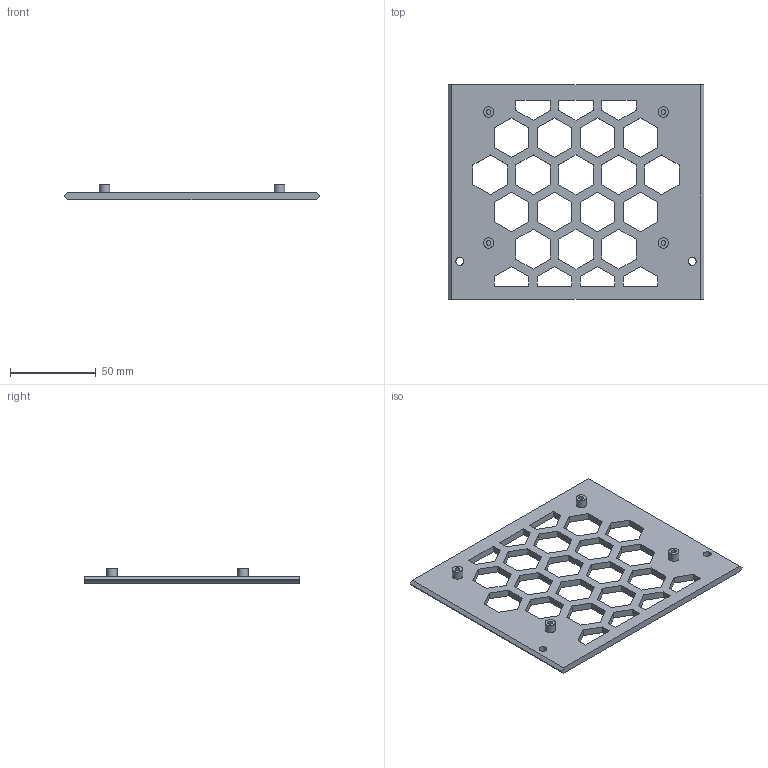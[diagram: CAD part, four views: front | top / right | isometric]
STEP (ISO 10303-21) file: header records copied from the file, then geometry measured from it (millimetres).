
FILE_DESCRIPTION(/* description */ (''),/* implementation_level */ '2;1');
FILE_NAME(/* name */ 'MCU Tray - BTT SKR 2.step',/* time_stamp */ '2022-07-07T14:53:03-05:00',/* author */ (''),/* organization */ (''),/* preprocessor_version */ 'ST-DEVELOPER v19',/* originating_system */ 'Autodesk Translation Framework v11.7.0.108',/* authorisation */ '');
FILE_SCHEMA (('AUTOMOTIVE_DESIGN { 1 0 10303 214 3 1 1 }'));
Length unit declared in the file: millimetre
Products named in the file (1): MCU Tray - BTT SKR 2
Bounding box: 148.6 x 124.85 x 9 mm (x, y, z)
Volume: 46688.9 mm3; surface area: 31808.3 mm2
Topology: 1 solids, 1 shells, 159 faces, 447 edges, 298 vertices
Faces by surface type: plane 149, cylinder 10
Full cylindrical faces by diameter (mm): 2.8 x4, 4.6 x2, 6 x4
Entity records: 5174 total; most frequent: CARTESIAN_POINT 905, ORIENTED_EDGE 894, DIRECTION 787, EDGE_CURVE 447, LINE 427, VECTOR 427, VERTEX_POINT 298, EDGE_LOOP 217
